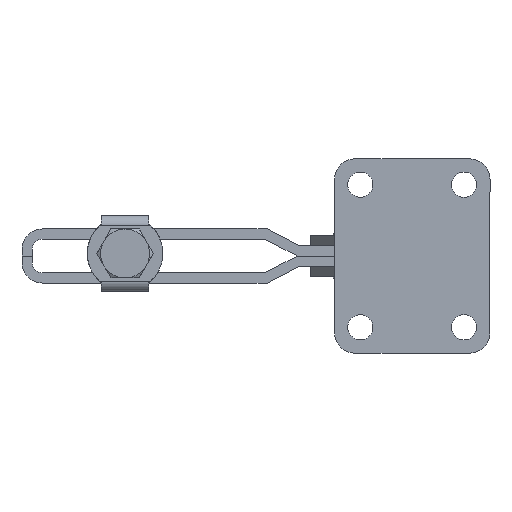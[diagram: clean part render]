
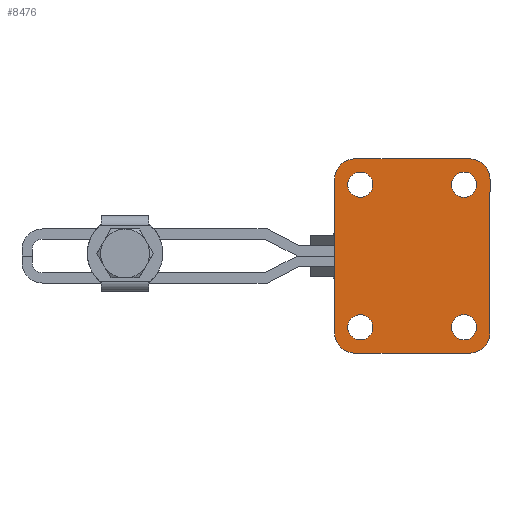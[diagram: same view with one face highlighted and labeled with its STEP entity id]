
A CAD part, front view. The second image highlights one B-rep face of the part: STEP entity #8476.
In plain terms, the highlighted planar face has unit normal (0, -1, 0).
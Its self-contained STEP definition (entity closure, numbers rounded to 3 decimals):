
#80 = CARTESIAN_POINT ( 'NONE',  ( -63.5, -3., -39.9 ) ) ;
#128 = FACE_OUTER_BOUND ( 'NONE', #1594, .T. ) ;
#186 = VERTEX_POINT ( 'NONE', #9282 ) ;
#320 = CARTESIAN_POINT ( 'NONE',  ( -10., -3., -52.6 ) ) ;
#433 = DIRECTION ( 'NONE',  ( -1., 0., 0. ) ) ;
#1056 = CARTESIAN_POINT ( 'NONE',  ( -66.2, -3., 42.6 ) ) ;
#1086 = VERTEX_POINT ( 'NONE', #14301 ) ;
#1163 = AXIS2_PLACEMENT_3D ( 'NONE', #14234, #7314, #433 ) ;
#1238 = DIRECTION ( 'NONE',  ( 1., 0., 0. ) ) ;
#1420 = DIRECTION ( 'NONE',  ( -1., 0., 0. ) ) ;
#1447 = EDGE_CURVE ( 'NONE', #5684, #1802, #10197, .T. ) ;
#1516 = DIRECTION ( 'NONE',  ( 0., 1., 0. ) ) ;
#1594 = EDGE_LOOP ( 'NONE', ( #9337, #11417, #5819, #10614, #12321, #6919, #6274, #6986 ) ) ;
#1705 = DIRECTION ( 'NONE',  ( 0., 1., 0. ) ) ;
#1712 = AXIS2_PLACEMENT_3D ( 'NONE', #9362, #2448, #10522 ) ;
#1748 = CARTESIAN_POINT ( 'NONE',  ( -10., -3., -52.6 ) ) ;
#1794 = CARTESIAN_POINT ( 'NONE',  ( -76.2, -3., 32.6 ) ) ;
#1802 = VERTEX_POINT ( 'NONE', #8358 ) ;
#1811 = EDGE_CURVE ( 'NONE', #1086, #2674, #3680, .T. ) ;
#1840 = CIRCLE ( 'NONE', #1712, 10. ) ;
#1849 = LINE ( 'NONE', #1879, #4901 ) ;
#1879 = CARTESIAN_POINT ( 'NONE',  ( -76.2, -3., -42.6 ) ) ;
#1922 = VERTEX_POINT ( 'NONE', #12930 ) ;
#2100 = DIRECTION ( 'NONE',  ( 1., 0., 0. ) ) ;
#2206 = CIRCLE ( 'NONE', #4338, 10. ) ;
#2215 = CIRCLE ( 'NONE', #9984, 6.15 ) ;
#2247 = DIRECTION ( 'NONE',  ( 1., 0., 0. ) ) ;
#2262 = DIRECTION ( 'NONE',  ( 0., 1., 0. ) ) ;
#2274 = EDGE_CURVE ( 'NONE', #12404, #1922, #13836, .T. ) ;
#2448 = DIRECTION ( 'NONE',  ( 0., 1., 0. ) ) ;
#2573 = CARTESIAN_POINT ( 'NONE',  ( -63.5, -3., 29.9 ) ) ;
#2593 = AXIS2_PLACEMENT_3D ( 'NONE', #2573, #9486, #1420 ) ;
#2674 = VERTEX_POINT ( 'NONE', #7949 ) ;
#2825 = AXIS2_PLACEMENT_3D ( 'NONE', #8413, #1516, #9584 ) ;
#2866 = DIRECTION ( 'NONE',  ( 0., 0., -1. ) ) ;
#2880 = EDGE_CURVE ( 'NONE', #13140, #14772, #11651, .T. ) ;
#3146 = ORIENTED_EDGE ( 'NONE', *, *, #10379, .T. ) ;
#3149 = FACE_BOUND ( 'NONE', #3582, .T. ) ;
#3209 = VERTEX_POINT ( 'NONE', #9976 ) ;
#3243 = CARTESIAN_POINT ( 'NONE',  ( -12.7, -3., -39.9 ) ) ;
#3493 = CIRCLE ( 'NONE', #1163, 6.15 ) ;
#3507 = FACE_BOUND ( 'NONE', #11929, .T. ) ;
#3531 = CARTESIAN_POINT ( 'NONE',  ( -10., -3., 32.6 ) ) ;
#3582 = EDGE_LOOP ( 'NONE', ( #3146, #3644 ) ) ;
#3644 = ORIENTED_EDGE ( 'NONE', *, *, #1811, .T. ) ;
#3680 = CIRCLE ( 'NONE', #2593, 6.15 ) ;
#3791 = EDGE_CURVE ( 'NONE', #13946, #12404, #6372, .T. ) ;
#3847 = CARTESIAN_POINT ( 'NONE',  ( -66.2, -3., -52.6 ) ) ;
#3922 = AXIS2_PLACEMENT_3D ( 'NONE', #3243, #10169, #2100 ) ;
#3976 = VERTEX_POINT ( 'NONE', #4923 ) ;
#4059 = ORIENTED_EDGE ( 'NONE', *, *, #12130, .T. ) ;
#4205 = CARTESIAN_POINT ( 'NONE',  ( -57.35, -3., -39.9 ) ) ;
#4338 = AXIS2_PLACEMENT_3D ( 'NONE', #5951, #14008, #7101 ) ;
#4344 = AXIS2_PLACEMENT_3D ( 'NONE', #9174, #2262, #10333 ) ;
#4388 = AXIS2_PLACEMENT_3D ( 'NONE', #8598, #1705, #9772 ) ;
#4460 = DIRECTION ( 'NONE',  ( 0., 1., 0. ) ) ;
#4697 = DIRECTION ( 'NONE',  ( 1., 0., 0. ) ) ;
#4901 = VECTOR ( 'NONE', #5244, 1000. ) ;
#4923 = CARTESIAN_POINT ( 'NONE',  ( 0., -3., -42.6 ) ) ;
#4973 = EDGE_CURVE ( 'NONE', #6258, #13946, #2206, .T. ) ;
#5244 = DIRECTION ( 'NONE',  ( 0., 0., 1. ) ) ;
#5249 = AXIS2_PLACEMENT_3D ( 'NONE', #80, #8112, #1238 ) ;
#5602 = PLANE ( 'NONE',  #10230 ) ;
#5684 = VERTEX_POINT ( 'NONE', #8406 ) ;
#5819 = ORIENTED_EDGE ( 'NONE', *, *, #14866, .F. ) ;
#5821 = VECTOR ( 'NONE', #2866, 1000. ) ;
#5951 = CARTESIAN_POINT ( 'NONE',  ( -66.2, -3., 32.6 ) ) ;
#5988 = EDGE_CURVE ( 'NONE', #9045, #10049, #13975, .T. ) ;
#6183 = LINE ( 'NONE', #12288, #5821 ) ;
#6229 = FACE_BOUND ( 'NONE', #12760, .T. ) ;
#6258 = VERTEX_POINT ( 'NONE', #1794 ) ;
#6274 = ORIENTED_EDGE ( 'NONE', *, *, #2274, .F. ) ;
#6372 = LINE ( 'NONE', #1056, #12177 ) ;
#6664 = CARTESIAN_POINT ( 'NONE',  ( -12.7, -3., -39.9 ) ) ;
#6753 = DIRECTION ( 'NONE',  ( 0., 1., 0. ) ) ;
#6919 = ORIENTED_EDGE ( 'NONE', *, *, #14277, .F. ) ;
#6986 = ORIENTED_EDGE ( 'NONE', *, *, #3791, .F. ) ;
#7101 = DIRECTION ( 'NONE',  ( 1., 0., 0. ) ) ;
#7104 = EDGE_CURVE ( 'NONE', #3976, #13140, #1840, .T. ) ;
#7314 = DIRECTION ( 'NONE',  ( 0., 1., 0. ) ) ;
#7356 = CIRCLE ( 'NONE', #14118, 6.15 ) ;
#7424 = CIRCLE ( 'NONE', #4388, 10. ) ;
#7824 = DIRECTION ( 'NONE',  ( 1., 0., 0. ) ) ;
#7858 = CARTESIAN_POINT ( 'NONE',  ( -6.55, -3., 29.9 ) ) ;
#7864 = ORIENTED_EDGE ( 'NONE', *, *, #8717, .T. ) ;
#7949 = CARTESIAN_POINT ( 'NONE',  ( -69.65, -3., 29.9 ) ) ;
#8112 = DIRECTION ( 'NONE',  ( 0., 1., 0. ) ) ;
#8358 = CARTESIAN_POINT ( 'NONE',  ( -18.85, -3., -39.9 ) ) ;
#8363 = DIRECTION ( 'NONE',  ( -1., 0., 0. ) ) ;
#8406 = CARTESIAN_POINT ( 'NONE',  ( -6.55, -3., -39.9 ) ) ;
#8413 = CARTESIAN_POINT ( 'NONE',  ( -63.5, -3., 29.9 ) ) ;
#8476 = ADVANCED_FACE ( 'NONE', ( #6229, #9301, #3507, #3149, #128 ), #5602, .F. ) ;
#8560 = CIRCLE ( 'NONE', #4344, 6.15 ) ;
#8598 = CARTESIAN_POINT ( 'NONE',  ( -66.2, -3., -42.6 ) ) ;
#8717 = EDGE_CURVE ( 'NONE', #11223, #3209, #3493, .T. ) ;
#9045 = VERTEX_POINT ( 'NONE', #14879 ) ;
#9174 = CARTESIAN_POINT ( 'NONE',  ( -12.7, -3., 29.9 ) ) ;
#9282 = CARTESIAN_POINT ( 'NONE',  ( -76.2, -3., -42.6 ) ) ;
#9301 = FACE_BOUND ( 'NONE', #11023, .T. ) ;
#9337 = ORIENTED_EDGE ( 'NONE', *, *, #4973, .F. ) ;
#9362 = CARTESIAN_POINT ( 'NONE',  ( -10., -3., -42.6 ) ) ;
#9486 = DIRECTION ( 'NONE',  ( 0., 1., 0. ) ) ;
#9584 = DIRECTION ( 'NONE',  ( -1., 0., 0. ) ) ;
#9671 = VECTOR ( 'NONE', #8363, 1000. ) ;
#9772 = DIRECTION ( 'NONE',  ( 1., 0., 0. ) ) ;
#9976 = CARTESIAN_POINT ( 'NONE',  ( -18.85, -3., 29.9 ) ) ;
#9982 = EDGE_CURVE ( 'NONE', #186, #6258, #1849, .T. ) ;
#9984 = AXIS2_PLACEMENT_3D ( 'NONE', #11407, #4460, #12538 ) ;
#10049 = VERTEX_POINT ( 'NONE', #4205 ) ;
#10102 = ORIENTED_EDGE ( 'NONE', *, *, #1447, .T. ) ;
#10169 = DIRECTION ( 'NONE',  ( 0., 1., 0. ) ) ;
#10197 = CIRCLE ( 'NONE', #3922, 6.15 ) ;
#10230 = AXIS2_PLACEMENT_3D ( 'NONE', #12498, #6753, #14840 ) ;
#10333 = DIRECTION ( 'NONE',  ( -1., 0., 0. ) ) ;
#10379 = EDGE_CURVE ( 'NONE', #2674, #1086, #11174, .T. ) ;
#10522 = DIRECTION ( 'NONE',  ( 1., 0., 0. ) ) ;
#10614 = ORIENTED_EDGE ( 'NONE', *, *, #2880, .F. ) ;
#10656 = EDGE_CURVE ( 'NONE', #1802, #5684, #7356, .T. ) ;
#10830 = ORIENTED_EDGE ( 'NONE', *, *, #10656, .T. ) ;
#11023 = EDGE_LOOP ( 'NONE', ( #13709, #4059 ) ) ;
#11174 = CIRCLE ( 'NONE', #2825, 6.15 ) ;
#11223 = VERTEX_POINT ( 'NONE', #7858 ) ;
#11407 = CARTESIAN_POINT ( 'NONE',  ( -63.5, -3., -39.9 ) ) ;
#11417 = ORIENTED_EDGE ( 'NONE', *, *, #9982, .F. ) ;
#11502 = CARTESIAN_POINT ( 'NONE',  ( -66.2, -3., 42.6 ) ) ;
#11632 = DIRECTION ( 'NONE',  ( 0., 1., 0. ) ) ;
#11651 = LINE ( 'NONE', #320, #9671 ) ;
#11802 = EDGE_CURVE ( 'NONE', #3209, #11223, #8560, .T. ) ;
#11929 = EDGE_LOOP ( 'NONE', ( #10830, #10102 ) ) ;
#12130 = EDGE_CURVE ( 'NONE', #10049, #9045, #2215, .T. ) ;
#12177 = VECTOR ( 'NONE', #2247, 1000. ) ;
#12288 = CARTESIAN_POINT ( 'NONE',  ( 0., -3., 32.6 ) ) ;
#12321 = ORIENTED_EDGE ( 'NONE', *, *, #7104, .F. ) ;
#12404 = VERTEX_POINT ( 'NONE', #13061 ) ;
#12498 = CARTESIAN_POINT ( 'NONE',  ( -66.2, -3., 32.6 ) ) ;
#12538 = DIRECTION ( 'NONE',  ( 1., 0., 0. ) ) ;
#12760 = EDGE_LOOP ( 'NONE', ( #14224, #7864 ) ) ;
#12930 = CARTESIAN_POINT ( 'NONE',  ( 0., -3., 32.6 ) ) ;
#13061 = CARTESIAN_POINT ( 'NONE',  ( -10., -3., 42.6 ) ) ;
#13140 = VERTEX_POINT ( 'NONE', #1748 ) ;
#13709 = ORIENTED_EDGE ( 'NONE', *, *, #5988, .T. ) ;
#13836 = CIRCLE ( 'NONE', #14390, 10. ) ;
#13946 = VERTEX_POINT ( 'NONE', #11502 ) ;
#13975 = CIRCLE ( 'NONE', #5249, 6.15 ) ;
#14008 = DIRECTION ( 'NONE',  ( 0., 1., 0. ) ) ;
#14118 = AXIS2_PLACEMENT_3D ( 'NONE', #6664, #14759, #7824 ) ;
#14224 = ORIENTED_EDGE ( 'NONE', *, *, #11802, .T. ) ;
#14234 = CARTESIAN_POINT ( 'NONE',  ( -12.7, -3., 29.9 ) ) ;
#14277 = EDGE_CURVE ( 'NONE', #1922, #3976, #6183, .T. ) ;
#14301 = CARTESIAN_POINT ( 'NONE',  ( -57.35, -3., 29.9 ) ) ;
#14390 = AXIS2_PLACEMENT_3D ( 'NONE', #3531, #11632, #4697 ) ;
#14759 = DIRECTION ( 'NONE',  ( 0., 1., 0. ) ) ;
#14772 = VERTEX_POINT ( 'NONE', #3847 ) ;
#14840 = DIRECTION ( 'NONE',  ( 1., 0., 0. ) ) ;
#14866 = EDGE_CURVE ( 'NONE', #14772, #186, #7424, .T. ) ;
#14879 = CARTESIAN_POINT ( 'NONE',  ( -69.65, -3., -39.9 ) ) ;
